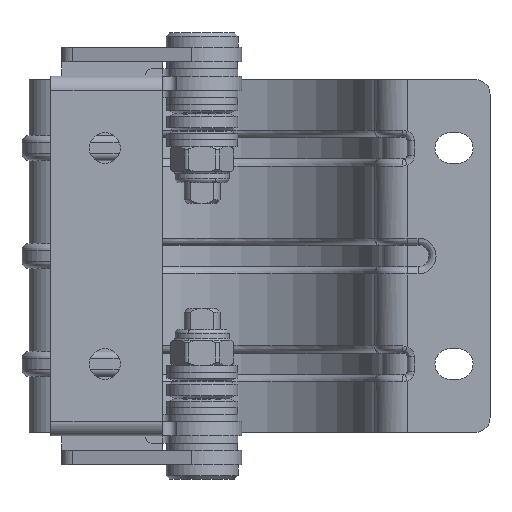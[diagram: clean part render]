
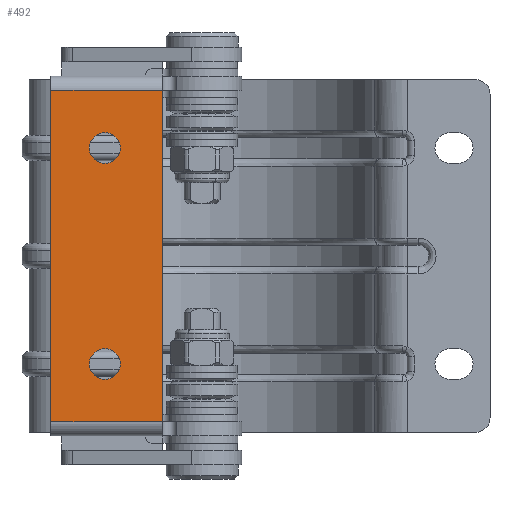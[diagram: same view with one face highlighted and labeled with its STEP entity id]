
A CAD part, front view. The second image highlights one B-rep face of the part: STEP entity #492.
In plain terms, the highlighted planar face has unit normal (0, -1, 0).
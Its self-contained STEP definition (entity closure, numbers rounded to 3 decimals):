
#492=ADVANCED_FACE('',(#4369,#4370,#4371),#4368,.F.);
#4368=PLANE('',#8663);
#4369=FACE_OUTER_BOUND('',#8664,.T.);
#4370=FACE_BOUND('',#8665,.T.);
#4371=FACE_BOUND('',#8666,.T.);
#8660=CARTESIAN_POINT('',(-22.55,-6.,-27.6));
#8661=DIRECTION('',(0.,1.,0.));
#8662=DIRECTION('',(0.,0.,1.));
#8663=AXIS2_PLACEMENT_3D('',#8660,#8661,#8662);
#8664=EDGE_LOOP('',(#10708,#10709,#10710,#10711));
#8665=EDGE_LOOP('',(#10712,#10713));
#8666=EDGE_LOOP('',(#10714,#10715));
#10708=ORIENTED_EDGE('',*,*,#11854,.T.);
#10709=ORIENTED_EDGE('',*,*,#11855,.F.);
#10710=ORIENTED_EDGE('',*,*,#11856,.T.);
#10711=ORIENTED_EDGE('',*,*,#11857,.T.);
#10712=ORIENTED_EDGE('',*,*,#11858,.F.);
#10713=ORIENTED_EDGE('',*,*,#11859,.F.);
#10714=ORIENTED_EDGE('',*,*,#11860,.F.);
#10715=ORIENTED_EDGE('',*,*,#11861,.F.);
#11854=EDGE_CURVE('',#18050,#18051,#18052,.T.);
#11855=EDGE_CURVE('',#18058,#18051,#18059,.T.);
#11856=EDGE_CURVE('',#18058,#18065,#18066,.T.);
#11857=EDGE_CURVE('',#18065,#18050,#18072,.T.);
#11858=EDGE_CURVE('',#18078,#18079,#18080,.T.);
#11859=EDGE_CURVE('',#18079,#18078,#18086,.T.);
#11860=EDGE_CURVE('',#18092,#18093,#18094,.T.);
#11861=EDGE_CURVE('',#18093,#18092,#18100,.T.);
#18050=VERTEX_POINT('',#22685);
#18051=VERTEX_POINT('',#22686);
#18052=LINE('',#22687,#22688);
#18058=VERTEX_POINT('',#22690);
#18059=LINE('',#22691,#22692);
#18065=VERTEX_POINT('',#22694);
#18066=LINE('',#22695,#22696);
#18072=LINE('',#22698,#22699);
#18078=VERTEX_POINT('',#22701);
#18079=VERTEX_POINT('',#22702);
#18080=CIRCLE('',#22706,2.15);
#18086=CIRCLE('',#22710,2.15);
#18092=VERTEX_POINT('',#22711);
#18093=VERTEX_POINT('',#22712);
#18094=CIRCLE('',#22716,2.15);
#18100=CIRCLE('',#22720,2.15);
#22685=CARTESIAN_POINT('',(-21.,-6.,-23.));
#22686=CARTESIAN_POINT('',(-5.5,-6.,-23.));
#22687=CARTESIAN_POINT('',(-21.,-6.,-23.));
#22688=VECTOR('',#22689,15.5);
#22689=DIRECTION('',(1.,0.,0.));
#22690=CARTESIAN_POINT('',(-5.5,-6.,23.));
#22691=CARTESIAN_POINT('',(-5.5,-6.,23.));
#22692=VECTOR('',#22693,46.);
#22693=DIRECTION('',(0.,0.,-1.));
#22694=CARTESIAN_POINT('',(-21.,-6.,23.));
#22695=CARTESIAN_POINT('',(-5.5,-6.,23.));
#22696=VECTOR('',#22697,15.5);
#22697=DIRECTION('',(-1.,0.,0.));
#22698=CARTESIAN_POINT('',(-21.,-6.,23.));
#22699=VECTOR('',#22700,46.);
#22700=DIRECTION('',(0.,0.,-1.));
#22701=CARTESIAN_POINT('',(-15.65,-6.,-15.));
#22702=CARTESIAN_POINT('',(-11.35,-6.,-15.));
#22703=CARTESIAN_POINT('',(-13.5,-6.,-15.));
#22704=DIRECTION('',(0.,-1.,0.));
#22705=DIRECTION('',(1.,0.,0.));
#22706=AXIS2_PLACEMENT_3D('',#22703,#22704,#22705);
#22707=CARTESIAN_POINT('',(-13.5,-6.,-15.));
#22708=DIRECTION('',(0.,-1.,0.));
#22709=DIRECTION('',(1.,0.,0.));
#22710=AXIS2_PLACEMENT_3D('',#22707,#22708,#22709);
#22711=CARTESIAN_POINT('',(-15.65,-6.,15.));
#22712=CARTESIAN_POINT('',(-11.35,-6.,15.));
#22713=CARTESIAN_POINT('',(-13.5,-6.,15.));
#22714=DIRECTION('',(0.,-1.,0.));
#22715=DIRECTION('',(1.,0.,0.));
#22716=AXIS2_PLACEMENT_3D('',#22713,#22714,#22715);
#22717=CARTESIAN_POINT('',(-13.5,-6.,15.));
#22718=DIRECTION('',(0.,-1.,0.));
#22719=DIRECTION('',(1.,0.,0.));
#22720=AXIS2_PLACEMENT_3D('',#22717,#22718,#22719);
